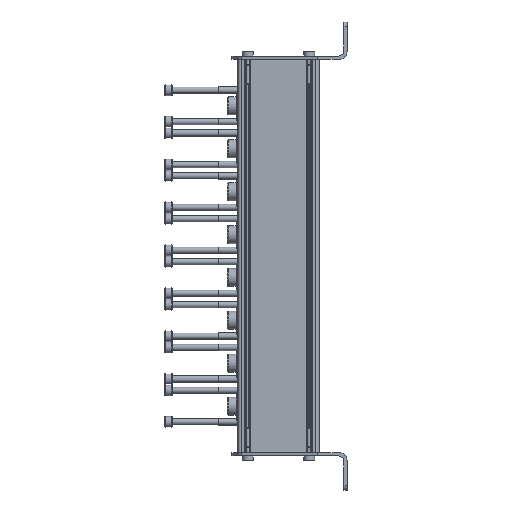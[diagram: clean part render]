
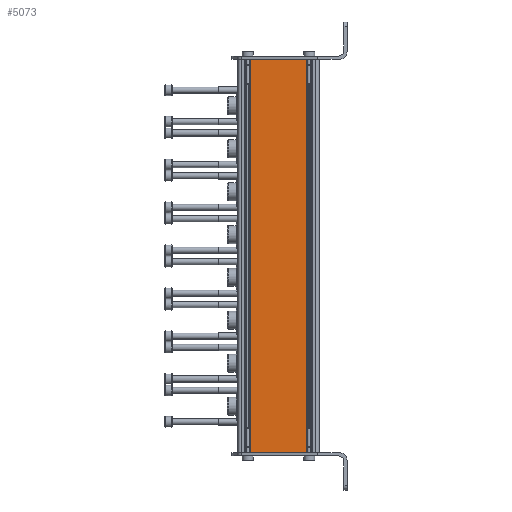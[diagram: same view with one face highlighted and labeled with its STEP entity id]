
A CAD part, left-side view. The second image highlights one B-rep face of the part: STEP entity #5073.
In plain terms, the highlighted planar face has unit normal (-1, 0, 0).
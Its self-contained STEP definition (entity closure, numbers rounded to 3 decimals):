
#382=LINE('',#8346,#712);
#383=LINE('',#8348,#713);
#384=LINE('',#8350,#714);
#385=LINE('',#8352,#715);
#712=VECTOR('',#6524,1000.);
#713=VECTOR('',#6527,1000.);
#714=VECTOR('',#6528,1000.);
#715=VECTOR('',#6529,1000.);
#946=PLANE('',#5561);
#1660=ORIENTED_EDGE('',*,*,#2939,.F.);
#1661=ORIENTED_EDGE('',*,*,#2938,.F.);
#1662=ORIENTED_EDGE('',*,*,#2940,.T.);
#1663=ORIENTED_EDGE('',*,*,#2941,.T.);
#2938=EDGE_CURVE('',#3545,#3544,#382,.T.);
#2939=EDGE_CURVE('',#3544,#3546,#383,.T.);
#2940=EDGE_CURVE('',#3545,#3547,#384,.T.);
#2941=EDGE_CURVE('',#3547,#3546,#385,.T.);
#3544=VERTEX_POINT('',#8343);
#3545=VERTEX_POINT('',#8345);
#3546=VERTEX_POINT('',#8349);
#3547=VERTEX_POINT('',#8351);
#4010=EDGE_LOOP('',(#1660,#1661,#1662,#1663));
#4486=FACE_BOUND('',#4010,.T.);
#5073=ADVANCED_FACE('',(#4486),#946,.T.);
#5561=AXIS2_PLACEMENT_3D('',#8347,#6525,#6526);
#6524=DIRECTION('',(0.,0.,1.));
#6525=DIRECTION('',(-1.,0.,0.));
#6526=DIRECTION('',(0.,0.,1.));
#6527=DIRECTION('',(0.,-1.,0.));
#6528=DIRECTION('',(0.,-1.,0.));
#6529=DIRECTION('',(0.,0.,1.));
#8343=CARTESIAN_POINT('',(-14.35,17.679,0.));
#8345=CARTESIAN_POINT('',(-14.35,17.679,-252.));
#8346=CARTESIAN_POINT('',(-14.35,17.679,-252.));
#8347=CARTESIAN_POINT('',(-14.35,17.679,-252.));
#8348=CARTESIAN_POINT('',(-14.35,17.679,0.));
#8349=CARTESIAN_POINT('',(-14.35,-17.679,0.));
#8350=CARTESIAN_POINT('',(-14.35,17.679,-252.));
#8351=CARTESIAN_POINT('',(-14.35,-17.679,-252.));
#8352=CARTESIAN_POINT('',(-14.35,-17.679,-252.));
